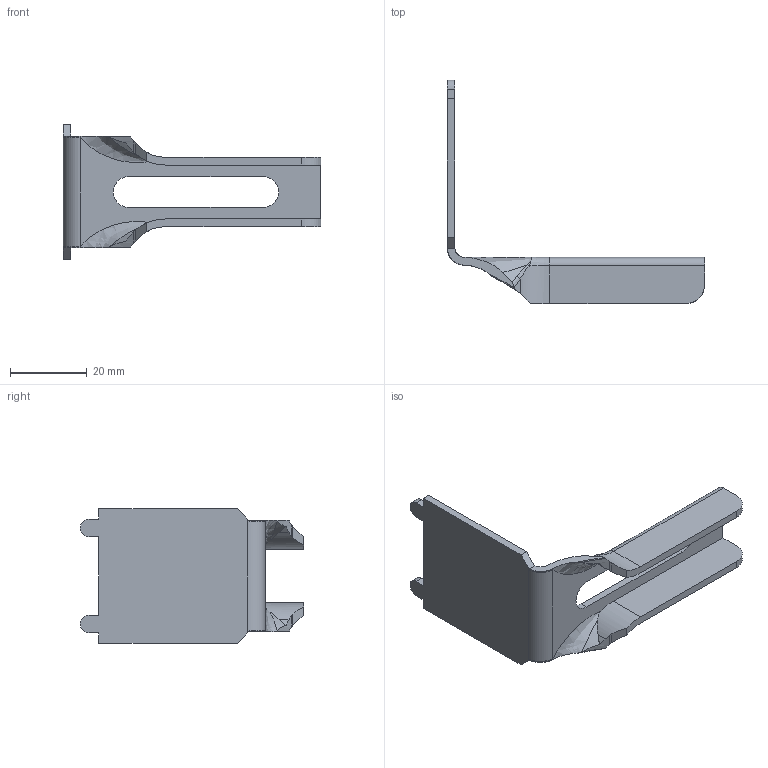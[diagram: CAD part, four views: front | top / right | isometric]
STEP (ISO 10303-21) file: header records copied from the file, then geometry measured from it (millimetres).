
FILE_DESCRIPTION (( 'STEP AP203' ), '1' );
FILE_NAME ('Clamp_lower_part_O2_30.STEP', '2017-10-13T06:09:48', ( '' ), ( '' ), 'SwSTEP 2.0', 'SolidWorks 2017', '' );
FILE_SCHEMA (( 'CONFIG_CONTROL_DESIGN' ));
Length unit declared in the file: millimetre
Products named in the file (1): Clamp_lower_part_O2_30
Bounding box: 66.96 x 58 x 35 mm (x, y, z)
Volume: 6926.2 mm3; surface area: 7748.8 mm2
Topology: 1 solids, 1 shells, 84 faces, 229 edges, 147 vertices
Faces by surface type: plane 32, bspline 24, cylinder 20, cone 4, torus 4
Entity records: 5173 total; most frequent: CARTESIAN_POINT 3266, ORIENTED_EDGE 458, DIRECTION 276, EDGE_CURVE 229, VERTEX_POINT 147, AXIS2_PLACEMENT_3D 95, B_SPLINE_CURVE_WITH_KNOTS 93, EDGE_LOOP 86
